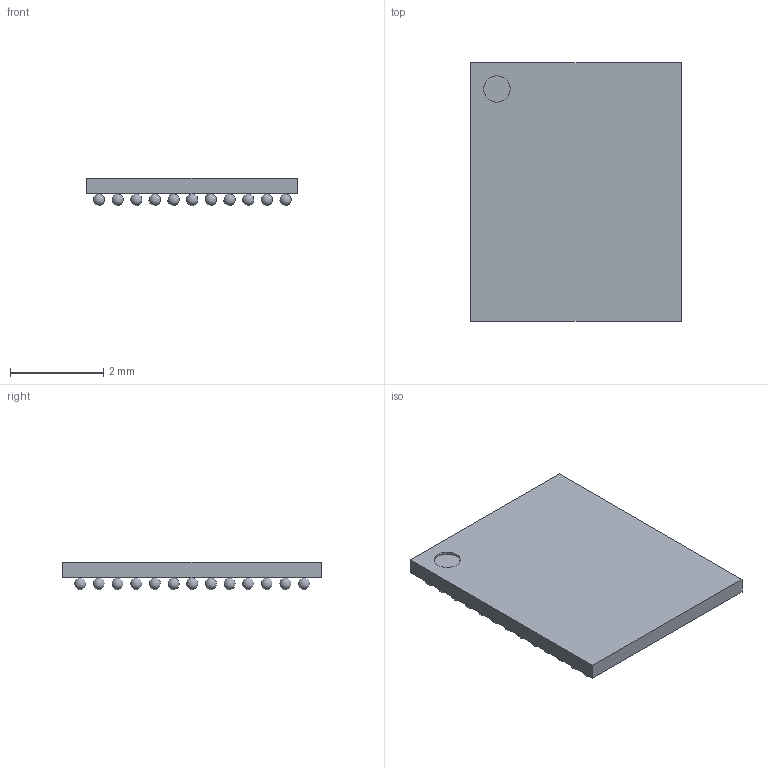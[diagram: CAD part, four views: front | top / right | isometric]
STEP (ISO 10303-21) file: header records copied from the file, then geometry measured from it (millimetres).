
FILE_DESCRIPTION(('FreeCAD Model'),'2;1');
FILE_NAME('652733.1.1.stp','2021-02-08T09:17:56',( 'Author'),(''),'Open CASCADE STEP processor 6.9','FreeCAD','Unknown' );
FILE_SCHEMA(('AUTOMOTIVE_DESIGN { 1 0 10303 214 1 1 1 1 }'));
Length unit declared in the file: millimetre
Products named in the file (3): ASSEMBLY; Array; Body
Assembly tree (2 placements, depth 2):
  ASSEMBLY
    Array
    Body
Bounding box: 4.52 x 5.55 x 0.58 mm (x, y, z)
Volume: 9.6 mm3; surface area: 85.1 mm2
Topology: 144 solids, 144 shells, 151 faces, 444 edges, 296 vertices
Faces by surface type: sphere 143, plane 7, cylinder 1
Full cylindrical faces by diameter (mm): 0.565 x1
Entity records: 3458 total; most frequent: DIRECTION 355, CARTESIAN_POINT 352, AXIS2_PLACEMENT_3D 156, VERTEX_POINT 153, FACE_BOUND 152, ADVANCED_FACE 151, MANIFOLD_SOLID_BREP 144, CLOSED_SHELL 144
